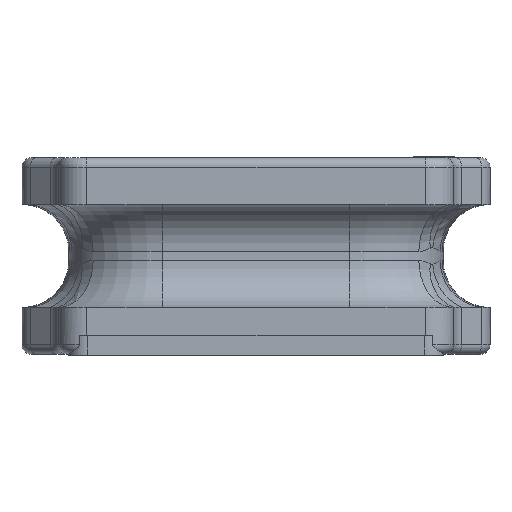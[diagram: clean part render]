
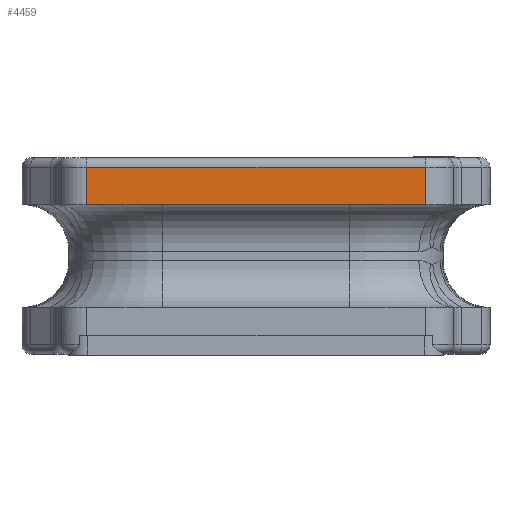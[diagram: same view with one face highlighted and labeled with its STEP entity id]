
A CAD part, left-side view. The second image highlights one B-rep face of the part: STEP entity #4459.
In plain terms, the highlighted planar face has unit normal (-1, 0, 0).
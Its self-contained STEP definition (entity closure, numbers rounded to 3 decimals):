
#4222 = EDGE_CURVE('',#4223,#4225,#4227,.T.);
#4223 = VERTEX_POINT('',#4224);
#4224 = CARTESIAN_POINT('',(-2.5,-1.,1.61));
#4225 = VERTEX_POINT('',#4226);
#4226 = CARTESIAN_POINT('',(-2.5,-1.81,1.61));
#4227 = LINE('',#4228,#4229);
#4228 = CARTESIAN_POINT('',(-2.5,-2.5,1.61));
#4229 = VECTOR('',#4230,1.);
#4230 = DIRECTION('',(0.,-1.,-0.));
#4343 = VERTEX_POINT('',#4344);
#4344 = CARTESIAN_POINT('',(-2.5,1.,1.61));
#4351 = EDGE_CURVE('',#4352,#4343,#4354,.T.);
#4352 = VERTEX_POINT('',#4353);
#4353 = CARTESIAN_POINT('',(-2.5,1.81,1.61));
#4354 = LINE('',#4355,#4356);
#4355 = CARTESIAN_POINT('',(-2.5,-2.5,1.61));
#4356 = VECTOR('',#4357,1.);
#4357 = DIRECTION('',(0.,-1.,-0.));
#4459 = ADVANCED_FACE('',(#4460),#4492,.F.);
#4460 = FACE_BOUND('',#4461,.T.);
#4461 = EDGE_LOOP('',(#4462,#4470,#4478,#4484,#4485,#4491));
#4462 = ORIENTED_EDGE('',*,*,#4463,.T.);
#4463 = EDGE_CURVE('',#4225,#4464,#4466,.T.);
#4464 = VERTEX_POINT('',#4465);
#4465 = CARTESIAN_POINT('',(-2.5,-1.81,2.01));
#4466 = LINE('',#4467,#4468);
#4467 = CARTESIAN_POINT('',(-2.5,-1.81,2.11));
#4468 = VECTOR('',#4469,1.);
#4469 = DIRECTION('',(0.,0.,1.));
#4470 = ORIENTED_EDGE('',*,*,#4471,.T.);
#4471 = EDGE_CURVE('',#4464,#4472,#4474,.T.);
#4472 = VERTEX_POINT('',#4473);
#4473 = CARTESIAN_POINT('',(-2.5,1.81,2.01));
#4474 = LINE('',#4475,#4476);
#4475 = CARTESIAN_POINT('',(-2.5,1.81,2.01));
#4476 = VECTOR('',#4477,1.);
#4477 = DIRECTION('',(0.,1.,0.));
#4478 = ORIENTED_EDGE('',*,*,#4479,.T.);
#4479 = EDGE_CURVE('',#4472,#4352,#4480,.T.);
#4480 = LINE('',#4481,#4482);
#4481 = CARTESIAN_POINT('',(-2.5,1.81,2.11));
#4482 = VECTOR('',#4483,1.);
#4483 = DIRECTION('',(0.,-0.,-1.));
#4484 = ORIENTED_EDGE('',*,*,#4351,.T.);
#4485 = ORIENTED_EDGE('',*,*,#4486,.T.);
#4486 = EDGE_CURVE('',#4343,#4223,#4487,.T.);
#4487 = LINE('',#4488,#4489);
#4488 = CARTESIAN_POINT('',(-2.5,-2.5,1.61));
#4489 = VECTOR('',#4490,1.);
#4490 = DIRECTION('',(0.,-1.,-0.));
#4491 = ORIENTED_EDGE('',*,*,#4222,.T.);
#4492 = PLANE('',#4493);
#4493 = AXIS2_PLACEMENT_3D('',#4494,#4495,#4496);
#4494 = CARTESIAN_POINT('',(-2.5,-2.5,2.11));
#4495 = DIRECTION('',(1.,0.,0.));
#4496 = DIRECTION('',(0.,0.,-1.));
